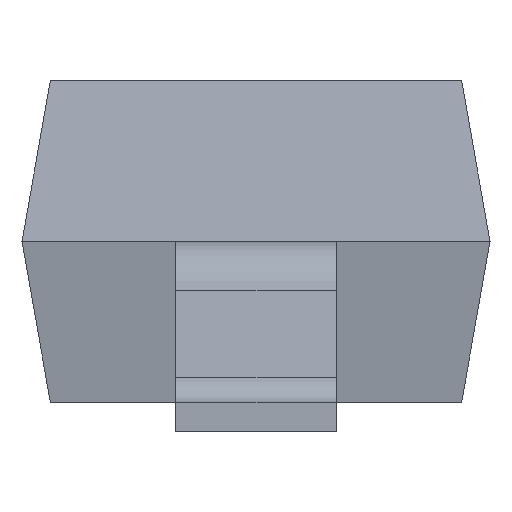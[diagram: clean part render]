
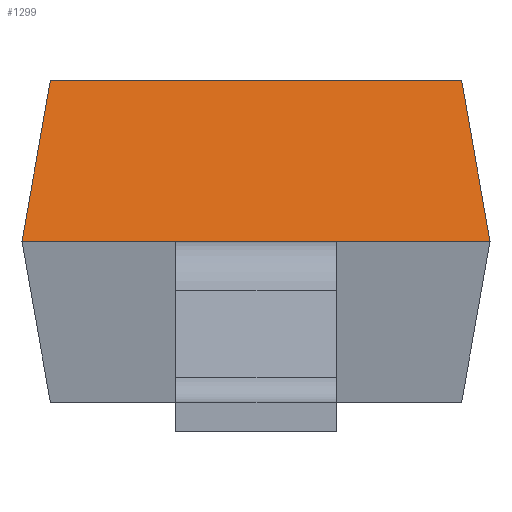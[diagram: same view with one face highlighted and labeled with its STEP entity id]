
A CAD part, left-side view. The second image highlights one B-rep face of the part: STEP entity #1299.
In plain terms, the highlighted planar face has unit normal (-0.985, 0, 0.174).
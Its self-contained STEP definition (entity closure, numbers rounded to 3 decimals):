
#122=FACE_OUTER_BOUND('',#183,.T.);
#183=EDGE_LOOP('',(#1090,#1091,#1092,#1093));
#240=LINE('',#1802,#381);
#310=LINE('',#2351,#451);
#315=LINE('',#2362,#456);
#317=LINE('',#2365,#458);
#381=VECTOR('',#1504,1.);
#451=VECTOR('',#1604,1.);
#456=VECTOR('',#1613,1.);
#458=VECTOR('',#1617,1.);
#518=VERTEX_POINT('',#1799);
#519=VERTEX_POINT('',#1801);
#608=VERTEX_POINT('',#2338);
#610=VERTEX_POINT('',#2347);
#682=EDGE_CURVE('',#518,#519,#240,.T.);
#778=EDGE_CURVE('',#608,#610,#310,.T.);
#783=EDGE_CURVE('',#518,#608,#315,.T.);
#785=EDGE_CURVE('',#519,#610,#317,.T.);
#1090=ORIENTED_EDGE('',*,*,#778,.T.);
#1091=ORIENTED_EDGE('',*,*,#785,.F.);
#1092=ORIENTED_EDGE('',*,*,#682,.F.);
#1093=ORIENTED_EDGE('',*,*,#783,.T.);
#1210=PLANE('',#1376);
#1299=ADVANCED_FACE('',(#122),#1210,.T.);
#1376=AXIS2_PLACEMENT_3D('',#2364,#1615,#1616);
#1504=DIRECTION('',(0.,-1.,0.));
#1604=DIRECTION('',(0.,-1.,0.));
#1613=DIRECTION('',(-0.171,0.171,-0.97));
#1615=DIRECTION('center_axis',(-0.985,0.,
0.174));
#1616=DIRECTION('ref_axis',(0.174,0.,0.985));
#1617=DIRECTION('',(-0.171,-0.171,-0.97));
#1799=CARTESIAN_POINT('',(-1.253,0.703,0.55));
#1801=CARTESIAN_POINT('',(-1.253,-0.703,0.55));
#1802=CARTESIAN_POINT('',(-1.253,-0.8,0.55));
#2338=CARTESIAN_POINT('',(-1.35,0.8,0.));
#2347=CARTESIAN_POINT('',(-1.35,-0.8,0.));
#2351=CARTESIAN_POINT('',(-1.35,-0.8,0.));
#2362=CARTESIAN_POINT('',(-1.303,0.753,0.266));
#2364=CARTESIAN_POINT('Origin',(-1.35,-0.8,0.));
#2365=CARTESIAN_POINT('',(-1.35,-0.8,0.));
